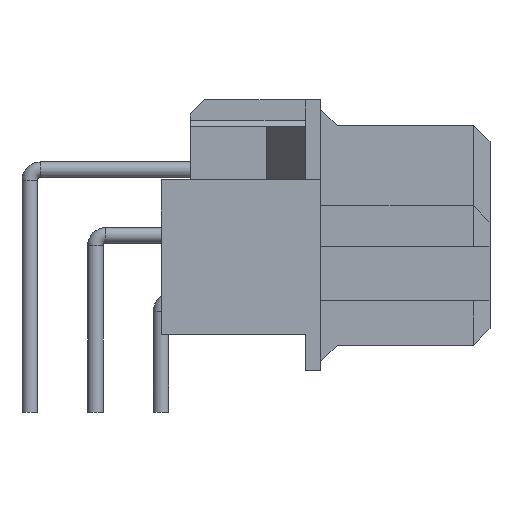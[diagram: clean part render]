
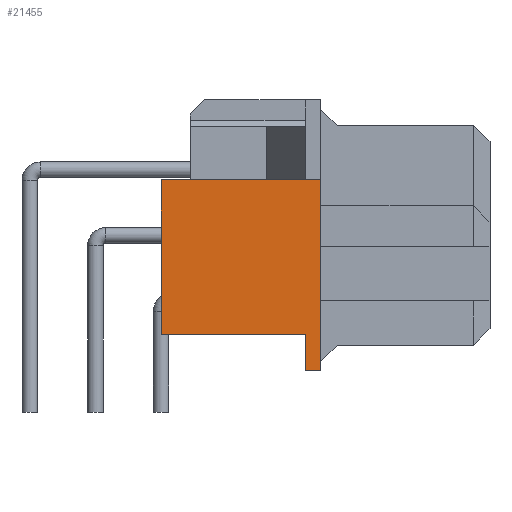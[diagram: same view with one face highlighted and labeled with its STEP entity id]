
A CAD part, front view. The second image highlights one B-rep face of the part: STEP entity #21455.
In plain terms, the highlighted free-form (B-spline) face has degree [1, 1] with [2, 2] control points.
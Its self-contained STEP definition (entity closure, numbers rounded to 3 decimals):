
#21325=CARTESIAN_POINT('',(6.19,-86.37,-1.4));
#21326=VERTEX_POINT('',#21325);
#21327=CARTESIAN_POINT('',(5.59,-86.37,-1.4));
#21328=VERTEX_POINT('',#21327);
#21329=CARTESIAN_POINT('',(6.19,-86.37,-1.4));
#21330=CARTESIAN_POINT('',(5.59,-86.37,-1.4));
#21331=QUASI_UNIFORM_CURVE('',1,(#21329,#21330),.UNSPECIFIED.,.F.,.U.);
#21332=EDGE_CURVE('',#21326,#21328,#21331,.T.);
#21403=CARTESIAN_POINT('',(5.59,-86.37,0.));
#21404=VERTEX_POINT('',#21403);
#21405=CARTESIAN_POINT('',(5.59,-86.37,-1.4));
#21406=CARTESIAN_POINT('',(5.59,-86.37,0.));
#21407=QUASI_UNIFORM_CURVE('',1,(#21405,#21406),.UNSPECIFIED.,.F.,.U.);
#21408=EDGE_CURVE('',#21328,#21404,#21407,.T.);
#21420=CARTESIAN_POINT('',(13.42,-86.37,-2.025));
#21421=CARTESIAN_POINT('',(13.42,-86.37,9.725));
#21422=CARTESIAN_POINT('',(-0.09,-86.37,-2.025));
#21423=CARTESIAN_POINT('',(-0.09,-86.37,9.725));
#21424=B_SPLINE_SURFACE_WITH_KNOTS('',1,1,((#21420,#21422),(#21421,#21423)),.UNSPECIFIED.,.F.,.F.,.U.,(2,2),(2,2),(0.0,1.0),(0.0,1.15),.UNSPECIFIED.);
#21425=CARTESIAN_POINT('',(0.01,-86.37,6.));
#21426=VERTEX_POINT('',#21425);
#21427=CARTESIAN_POINT('',(0.01,-86.37,0.));
#21428=VERTEX_POINT('',#21427);
#21429=CARTESIAN_POINT('',(0.01,-86.37,6.));
#21430=CARTESIAN_POINT('',(0.01,-86.37,0.));
#21431=B_SPLINE_CURVE_WITH_KNOTS('',1,(#21429,#21430),.UNSPECIFIED.,.F.,.U.,(2,2),(0.0,5.31),.UNSPECIFIED.);
#21432=EDGE_CURVE('',#21426,#21428,#21431,.T.);
#21433=ORIENTED_EDGE('',*,*,#21432,.T.);
#21434=CARTESIAN_POINT('',(5.59,-86.37,0.));
#21435=CARTESIAN_POINT('',(0.01,-86.37,0.));
#21436=QUASI_UNIFORM_CURVE('',1,(#21434,#21435),.UNSPECIFIED.,.F.,.U.);
#21437=EDGE_CURVE('',#21404,#21428,#21436,.T.);
#21438=ORIENTED_EDGE('',*,*,#21437,.F.);
#21439=ORIENTED_EDGE('',*,*,#21408,.F.);
#21440=ORIENTED_EDGE('',*,*,#21332,.F.);
#21441=CARTESIAN_POINT('',(6.19,-86.37,6.));
#21442=VERTEX_POINT('',#21441);
#21443=CARTESIAN_POINT('',(6.19,-86.37,6.));
#21444=CARTESIAN_POINT('',(6.19,-86.37,-1.4));
#21445=B_SPLINE_CURVE_WITH_KNOTS('',1,(#21443,#21444),.UNSPECIFIED.,.F.,.U.,(2,2),(0.295,1.0),.UNSPECIFIED.);
#21446=EDGE_CURVE('',#21442,#21326,#21445,.T.);
#21447=ORIENTED_EDGE('',*,*,#21446,.F.);
#21448=CARTESIAN_POINT('',(6.19,-86.37,6.));
#21449=CARTESIAN_POINT('',(0.01,-86.37,6.));
#21450=QUASI_UNIFORM_CURVE('',1,(#21448,#21449),.UNSPECIFIED.,.F.,.U.);
#21451=EDGE_CURVE('',#21442,#21426,#21450,.T.);
#21452=ORIENTED_EDGE('',*,*,#21451,.T.);
#21453=EDGE_LOOP('',(#21433,#21438,#21439,#21440,#21447,#21452));
#21454=FACE_OUTER_BOUND('',#21453,.T.);
#21455=ADVANCED_FACE('',(#21454),#21424,.T.);
